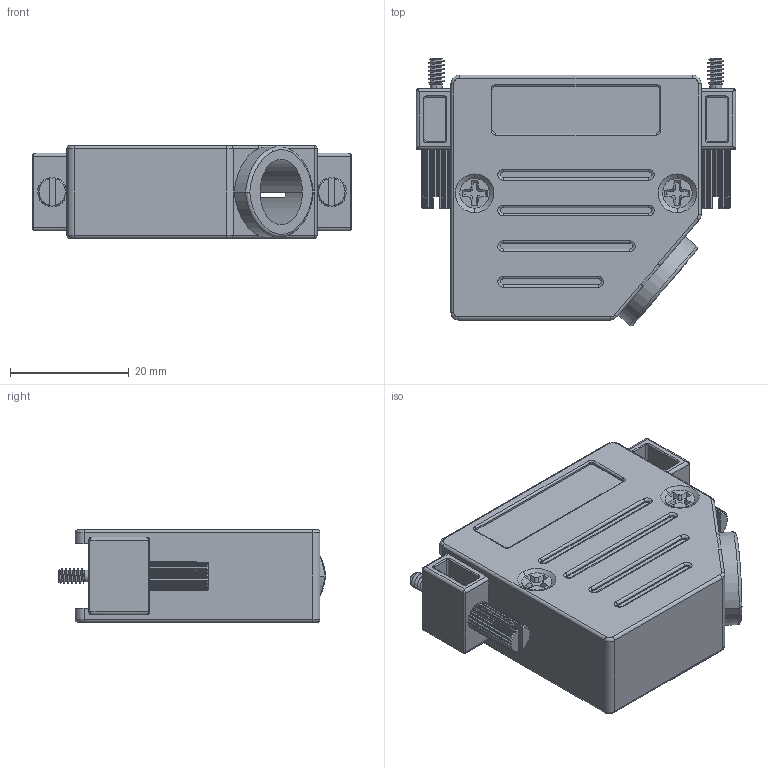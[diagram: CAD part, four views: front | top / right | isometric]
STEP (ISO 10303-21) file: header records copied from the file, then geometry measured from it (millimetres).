
FILE_DESCRIPTION (( 'STEP AP214' ), '1' );
FILE_NAME ('FDB2502-C200B-REF .STEP', '2025-07-29T06:43:16', ( '' ), ( '' ), 'SwSTEP 2.0', 'SolidWorks 2021', '' );
FILE_SCHEMA (( 'AUTOMOTIVE_DESIGN' ));
Length unit declared in the file: millimetre
Products named in the file (1): FDB2502-C200B-REF 
Bounding box: 53.7 x 45.01 x 15.6 mm (x, y, z)
Volume: 17058.3 mm3; surface area: 11505.5 mm2
Topology: 1 solids, 3 shells, 846 faces, 2316 edges, 1488 vertices
Faces by surface type: cylinder 440, plane 296, torus 56, cone 28, bspline 26
Entity records: 49784 total; most frequent: CARTESIAN_POINT 20029, ORIENTED_EDGE 4616, DIRECTION 4125, EDGE_CURVE 2308, AXIS2_PLACEMENT_3D 1509, VERTEX_POINT 1488, VECTOR 1107, LINE 1107
